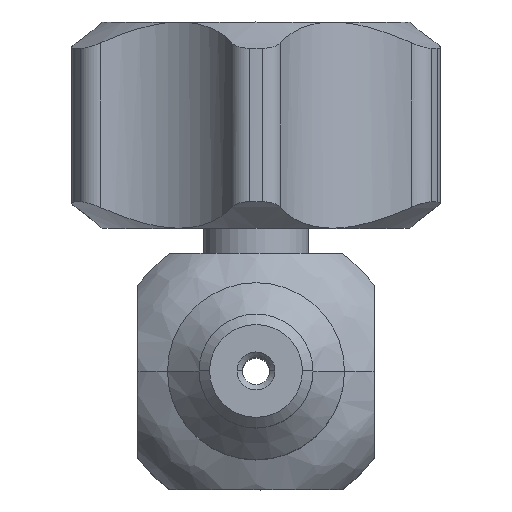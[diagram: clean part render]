
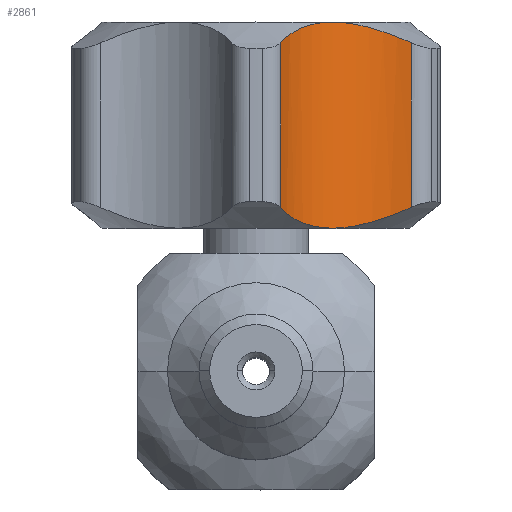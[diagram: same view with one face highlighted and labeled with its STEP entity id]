
A CAD part, top view. The second image highlights one B-rep face of the part: STEP entity #2861.
In plain terms, the highlighted cylindrical face has radius 14.686 mm (diameter 29.372 mm), a partial arc.
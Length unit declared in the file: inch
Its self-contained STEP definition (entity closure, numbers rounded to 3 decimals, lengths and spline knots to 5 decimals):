
#969=CARTESIAN_POINT('',(0.73604,0.77786,1.25478));
#970=CARTESIAN_POINT('',(0.7163,0.76914,1.25194));
#971=CARTESIAN_POINT('',(0.67713,0.75265,1.24844));
#972=CARTESIAN_POINT('',(0.62208,0.7318,1.24882));
#973=CARTESIAN_POINT('',(0.56447,0.7128,1.2548));
#974=CARTESIAN_POINT('',(0.50899,0.69779,1.26632));
#975=CARTESIAN_POINT('',(0.45617,0.68724,1.28271));
#976=CARTESIAN_POINT('',(0.40732,0.68122,1.30311));
#977=CARTESIAN_POINT('',(0.37824,0.68,1.3184));
#978=CARTESIAN_POINT('',(0.3645,0.68,1.32633));
#987=DIRECTION('',(0.,-1.,0.));
#988=VECTOR('',#987,0.78228);
#989=CARTESIAN_POINT('',(0.73604,1.56014,1.25478));
#990=LINE('',#989,#988);
#995=DIRECTION('',(0.,-1.,0.));
#996=VECTOR('',#995,0.78228);
#997=CARTESIAN_POINT('',(0.11676,1.56014,1.61232));
#998=LINE('',#997,#996);
#1025=CARTESIAN_POINT('',(0.3645,0.68,1.32633));
#1026=CARTESIAN_POINT('',(0.35077,0.68,1.33426));
#1027=CARTESIAN_POINT('',(0.32301,0.68122,
1.35178));
#1028=CARTESIAN_POINT('',(0.28094,0.68723,
1.38387));
#1029=CARTESIAN_POINT('',(0.24033,0.69777,
1.42141));
#1030=CARTESIAN_POINT('',(0.20262,0.71278,
1.46369));
#1031=CARTESIAN_POINT('',(0.16861,0.73178,
1.5106));
#1032=CARTESIAN_POINT('',(0.14074,0.75264,
1.5581));
#1033=CARTESIAN_POINT('',(0.12417,0.76914,
1.59379));
#1034=CARTESIAN_POINT('',(0.11676,0.77786,
1.61232));
#1221=CARTESIAN_POINT('',(0.3645,1.658,1.32633));
#1222=CARTESIAN_POINT('',(0.37823,1.658,1.3184));
#1223=CARTESIAN_POINT('',(0.40728,1.65678,1.30313));
#1224=CARTESIAN_POINT('',(0.45611,1.65077,1.28273));
#1225=CARTESIAN_POINT('',(0.50893,1.64023,1.26633));
#1226=CARTESIAN_POINT('',(0.5644,1.62522,1.25482));
#1227=CARTESIAN_POINT('',(0.62202,1.60622,1.24882));
#1228=CARTESIAN_POINT('',(0.6771,1.58536,1.24843));
#1229=CARTESIAN_POINT('',(0.71629,1.56886,1.25193));
#1230=CARTESIAN_POINT('',(0.73604,1.56014,1.25478));
#1305=CARTESIAN_POINT('',(0.11676,1.56014,1.61232));
#1306=CARTESIAN_POINT('',(0.12417,1.56886,1.5938));
#1307=CARTESIAN_POINT('',(0.14073,1.58535,1.55813));
#1308=CARTESIAN_POINT('',(0.16858,1.6062,1.51064));
#1309=CARTESIAN_POINT('',(0.20257,1.6252,1.46374));
#1310=CARTESIAN_POINT('',(0.24028,1.64021,1.42146));
#1311=CARTESIAN_POINT('',(0.28089,1.65076,1.38391));
#1312=CARTESIAN_POINT('',(0.32298,1.65678,1.3518));
#1313=CARTESIAN_POINT('',(0.35076,1.658,1.33427));
#1314=CARTESIAN_POINT('',(0.3645,1.658,1.32633));
#1663=CARTESIAN_POINT('',(0.3645,1.658,1.32633));
#1664=VERTEX_POINT('',#1663);
#1665=CARTESIAN_POINT('',(0.3645,0.68,1.32633));
#1666=VERTEX_POINT('',#1665);
#1679=VERTEX_POINT('',#969);
#1691=VERTEX_POINT('',#1230);
#1692=VERTEX_POINT('',#1034);
#1705=VERTEX_POINT('',#1305);
#2844=CARTESIAN_POINT('',(0.65359,1.658,1.82705));
#2845=DIRECTION('',(0.,-1.,0.));
#2846=DIRECTION('',(0.5,0.,0.866));
#2847=AXIS2_PLACEMENT_3D('',#2844,#2845,#2846);
#2848=CYLINDRICAL_SURFACE('',#2847,0.57818);
#2849=ORIENTED_EDGE('',*,*,#2832,.T.);
#2850=ORIENTED_EDGE('',*,*,#2819,.T.);
#2852=ORIENTED_EDGE('',*,*,#2851,.T.);
#2854=ORIENTED_EDGE('',*,*,#2853,.F.);
#2856=ORIENTED_EDGE('',*,*,#2855,.T.);
#2858=ORIENTED_EDGE('',*,*,#2857,.T.);
#2859=EDGE_LOOP('',(#2849,#2850,#2852,#2854,#2856,#2858));
#2860=FACE_OUTER_BOUND('',#2859,.F.);
#2861=ADVANCED_FACE('',(#2860),#2848,.F.);
#979=B_SPLINE_CURVE_WITH_KNOTS('',3,(#969,#970,#971,#972,#973,#974,#975,#976,
#977,#978),.UNSPECIFIED.,.F.,.F.,(4,1,1,1,1,1,1,4),(0.,0.14286,
0.28571,0.42857,0.57143,0.71429,
0.85714,1.),.UNSPECIFIED.);
#1035=B_SPLINE_CURVE_WITH_KNOTS('',3,(#1025,#1026,#1027,#1028,#1029,#1030,#1031,
#1032,#1033,#1034),.UNSPECIFIED.,.F.,.F.,(4,1,1,1,1,1,1,4),(0.,
0.14286,0.28571,0.42857,0.57143,
0.71429,0.85714,1.),.UNSPECIFIED.);
#1231=B_SPLINE_CURVE_WITH_KNOTS('',3,(#1221,#1222,#1223,#1224,#1225,#1226,#1227,
#1228,#1229,#1230),.UNSPECIFIED.,.F.,.F.,(4,1,1,1,1,1,1,4),(0.,
0.14286,0.28571,0.42857,0.57143,
0.71429,0.85714,1.),.UNSPECIFIED.);
#1315=B_SPLINE_CURVE_WITH_KNOTS('',3,(#1305,#1306,#1307,#1308,#1309,#1310,#1311,
#1312,#1313,#1314),.UNSPECIFIED.,.F.,.F.,(4,1,1,1,1,1,1,4),(0.,
0.14286,0.28571,0.42857,0.57143,
0.71429,0.85714,1.),.UNSPECIFIED.);
#2819=EDGE_CURVE('',#1679,#1666,#979,.T.);
#2832=EDGE_CURVE('',#1691,#1679,#990,.T.);
#2851=EDGE_CURVE('',#1666,#1692,#1035,.T.);
#2853=EDGE_CURVE('',#1705,#1692,#998,.T.);
#2855=EDGE_CURVE('',#1705,#1664,#1315,.T.);
#2857=EDGE_CURVE('',#1664,#1691,#1231,.T.);
